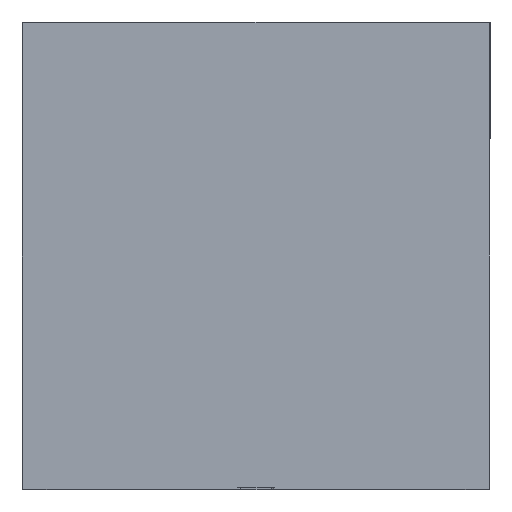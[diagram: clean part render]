
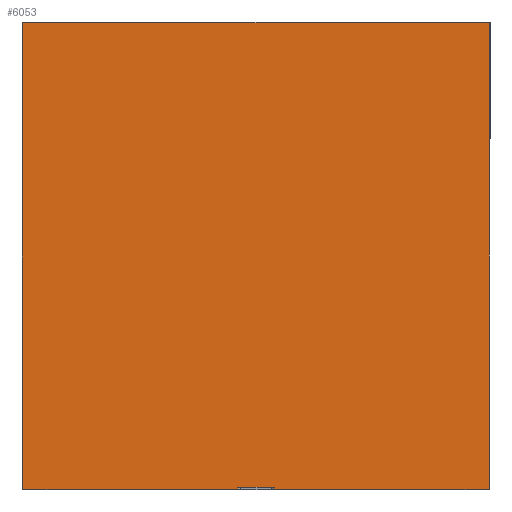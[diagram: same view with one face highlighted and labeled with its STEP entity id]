
A CAD part, left-side view. The second image highlights one B-rep face of the part: STEP entity #6053.
In plain terms, the highlighted face is planar.
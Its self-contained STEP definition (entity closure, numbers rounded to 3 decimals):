
#4352=CARTESIAN_POINT('Vertex',(76.614,6.036,0.)) ;
#4380=CARTESIAN_POINT('Vertex',(76.614,-6.036,0.)) ;
#4383=CARTESIAN_POINT('Line Origine',(76.614,0.,0.)) ;
#4402=CARTESIAN_POINT('Line Origine',(76.907,6.036,0.)) ;
#4406=CARTESIAN_POINT('Vertex',(77.2,6.036,0.)) ;
#4456=CARTESIAN_POINT('Line Origine',(77.2,0.,0.)) ;
#4460=CARTESIAN_POINT('Vertex',(77.2,77.2,0.)) ;
#4491=CARTESIAN_POINT('Vertex',(-77.2,77.2,0.)) ;
#4508=CARTESIAN_POINT('Line Origine',(0.,77.2,0.)) ;
#4529=CARTESIAN_POINT('Vertex',(-77.2,-77.2,0.)) ;
#4546=CARTESIAN_POINT('Line Origine',(-77.2,0.,0.)) ;
#4567=CARTESIAN_POINT('Vertex',(77.2,-77.2,0.)) ;
#4584=CARTESIAN_POINT('Line Origine',(0.,-77.2,0.)) ;
#4615=CARTESIAN_POINT('Line Origine',(77.2,0.,0.)) ;
#4619=CARTESIAN_POINT('Vertex',(77.2,-6.036,0.)) ;
#4653=CARTESIAN_POINT('Line Origine',(76.907,-6.036,0.)) ;
#6038=CARTESIAN_POINT('Axis2P3D Location',(0.,0.,0.)) ;
#4385=VECTOR('Line Direction',#4384,1.) ;
#4404=VECTOR('Line Direction',#4403,1.) ;
#4458=VECTOR('Line Direction',#4457,1.) ;
#4510=VECTOR('Line Direction',#4509,1.) ;
#4548=VECTOR('Line Direction',#4547,1.) ;
#4586=VECTOR('Line Direction',#4585,1.) ;
#4617=VECTOR('Line Direction',#4616,1.) ;
#4655=VECTOR('Line Direction',#4654,1.) ;
#4384=DIRECTION('Vector Direction',(0.,-1.,0.)) ;
#4403=DIRECTION('Vector Direction',(1.,0.,0.)) ;
#4457=DIRECTION('Vector Direction',(0.,-1.,0.)) ;
#4509=DIRECTION('Vector Direction',(1.,0.,0.)) ;
#4547=DIRECTION('Vector Direction',(0.,1.,0.)) ;
#4585=DIRECTION('Vector Direction',(-1.,0.,0.)) ;
#4616=DIRECTION('Vector Direction',(0.,-1.,0.)) ;
#4654=DIRECTION('Vector Direction',(1.,0.,0.)) ;
#6039=DIRECTION('Axis2P3D Direction',(0.,0.,1.)) ;
#6040=DIRECTION('Axis2P3D XDirection',(1.,0.,0.)) ;
#6041=AXIS2_PLACEMENT_3D('Plane Axis2P3D',#6038,#6039,#6040) ;
#4386=LINE('Line',#4383,#4385) ;
#4405=LINE('Line',#4402,#4404) ;
#4459=LINE('Line',#4456,#4458) ;
#4511=LINE('Line',#4508,#4510) ;
#4549=LINE('Line',#4546,#4548) ;
#4587=LINE('Line',#4584,#4586) ;
#4618=LINE('Line',#4615,#4617) ;
#4656=LINE('Line',#4653,#4655) ;
#6042=PLANE('',#6041) ;
#4387=EDGE_CURVE('',#4353,#4381,#4386,.T.) ;
#4408=EDGE_CURVE('',#4353,#4407,#4405,.T.) ;
#4462=EDGE_CURVE('',#4461,#4407,#4459,.T.) ;
#4512=EDGE_CURVE('',#4492,#4461,#4511,.T.) ;
#4550=EDGE_CURVE('',#4530,#4492,#4549,.T.) ;
#4588=EDGE_CURVE('',#4568,#4530,#4587,.T.) ;
#4621=EDGE_CURVE('',#4620,#4568,#4618,.T.) ;
#4657=EDGE_CURVE('',#4381,#4620,#4656,.T.) ;
#6044=ORIENTED_EDGE('',*,*,#4657,.T.) ;
#6045=ORIENTED_EDGE('',*,*,#4621,.T.) ;
#6046=ORIENTED_EDGE('',*,*,#4588,.T.) ;
#6047=ORIENTED_EDGE('',*,*,#4550,.T.) ;
#6048=ORIENTED_EDGE('',*,*,#4512,.T.) ;
#6049=ORIENTED_EDGE('',*,*,#4462,.T.) ;
#6050=ORIENTED_EDGE('',*,*,#4408,.F.) ;
#6051=ORIENTED_EDGE('',*,*,#4387,.T.) ;
#6043=EDGE_LOOP('',(#6044,#6045,#6046,#6047,#6048,#6049,#6050,#6051)) ;
#4353=VERTEX_POINT('',#4352) ;
#4381=VERTEX_POINT('',#4380) ;
#4407=VERTEX_POINT('',#4406) ;
#4461=VERTEX_POINT('',#4460) ;
#4492=VERTEX_POINT('',#4491) ;
#4530=VERTEX_POINT('',#4529) ;
#4568=VERTEX_POINT('',#4567) ;
#4620=VERTEX_POINT('',#4619) ;
#6053=ADVANCED_FACE('Hauptk\X2\00F6\X0\rper',(#6052),#6042,.F.) ;
#6052=FACE_OUTER_BOUND('',#6043,.T.) ;
